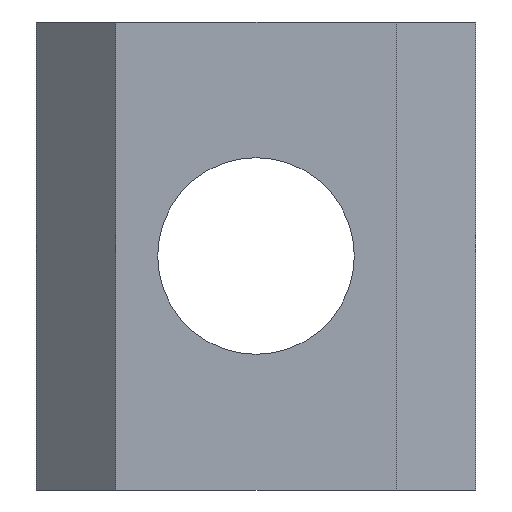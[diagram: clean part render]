
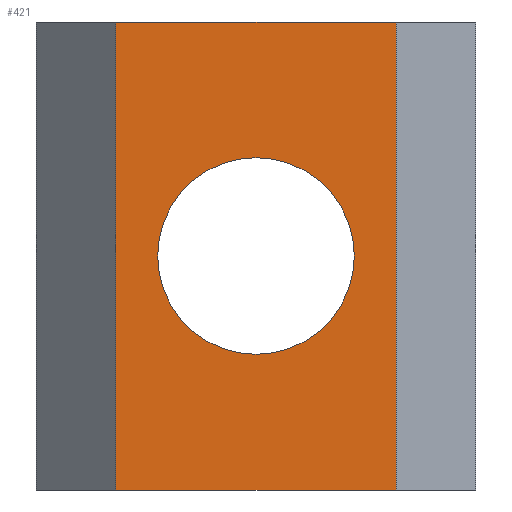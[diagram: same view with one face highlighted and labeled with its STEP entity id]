
A CAD part, front view. The second image highlights one B-rep face of the part: STEP entity #421.
In plain terms, the highlighted planar face has unit normal (0, -1, 0).
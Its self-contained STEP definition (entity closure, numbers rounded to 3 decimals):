
#5 = VERTEX_POINT ( 'NONE', #205 ) ;
#6 = EDGE_LOOP ( 'NONE', ( #247, #292, #280, #259 ) ) ;
#8 = VERTEX_POINT ( 'NONE', #185 ) ;
#10 = VERTEX_POINT ( 'NONE', #199 ) ;
#18 = VERTEX_POINT ( 'NONE', #187 ) ;
#21 = VERTEX_POINT ( 'NONE', #189 ) ;
#23 = EDGE_LOOP ( 'NONE', ( #244, #258 ) ) ;
#36 = VERTEX_POINT ( 'NONE', #201 ) ;
#61 = DIRECTION ( 'NONE',  ( 0., 0., 1. ) ) ;
#62 = DIRECTION ( 'NONE',  ( 0., 1., 0. ) ) ;
#63 = CARTESIAN_POINT ( 'NONE',  ( 0., -2.25, 0. ) ) ;
#64 = DIRECTION ( 'NONE',  ( 1., 0., 0. ) ) ;
#65 = DIRECTION ( 'NONE',  ( 0., 0., -1. ) ) ;
#67 = CARTESIAN_POINT ( 'NONE',  ( 3., -2.25, 5. ) ) ;
#81 = DIRECTION ( 'NONE',  ( 0., 0., -1. ) ) ;
#106 = CARTESIAN_POINT ( 'NONE',  ( 0., -2.25, -5. ) ) ;
#107 = DIRECTION ( 'NONE',  ( 1., 0., 0. ) ) ;
#109 = CARTESIAN_POINT ( 'NONE',  ( 0., -2.25, 5. ) ) ;
#144 = CARTESIAN_POINT ( 'NONE',  ( -3., -2.25, 5. ) ) ;
#156 = DIRECTION ( 'NONE',  ( 0., 0., 1. ) ) ;
#171 = CARTESIAN_POINT ( 'NONE',  ( 0., -2.25, 0. ) ) ;
#174 = DIRECTION ( 'NONE',  ( 0., 1., 0. ) ) ;
#185 = CARTESIAN_POINT ( 'NONE',  ( 0., -2.25, -2.1 ) ) ;
#187 = CARTESIAN_POINT ( 'NONE',  ( 3., -2.25, 5. ) ) ;
#189 = CARTESIAN_POINT ( 'NONE',  ( -3., -2.25, 5. ) ) ;
#199 = CARTESIAN_POINT ( 'NONE',  ( 0., -2.25, 2.1 ) ) ;
#201 = CARTESIAN_POINT ( 'NONE',  ( 3., -2.25, -5. ) ) ;
#205 = CARTESIAN_POINT ( 'NONE',  ( -3., -2.25, -5. ) ) ;
#212 = CARTESIAN_POINT ( 'NONE',  ( 0., -2.25, 5. ) ) ;
#218 = PLANE ( 'NONE',  #472 ) ;
#220 = DIRECTION ( 'NONE',  ( 0., 1., 0. ) ) ;
#221 = DIRECTION ( 'NONE',  ( 0., 0., 1. ) ) ;
#244 = ORIENTED_EDGE ( 'NONE', *, *, #476, .T. ) ;
#247 = ORIENTED_EDGE ( 'NONE', *, *, #471, .T. ) ;
#258 = ORIENTED_EDGE ( 'NONE', *, *, #505, .T. ) ;
#259 = ORIENTED_EDGE ( 'NONE', *, *, #479, .T. ) ;
#280 = ORIENTED_EDGE ( 'NONE', *, *, #490, .F. ) ;
#292 = ORIENTED_EDGE ( 'NONE', *, *, #507, .F. ) ;
#298 = FACE_BOUND ( 'NONE', #23, .T. ) ;
#309 = VECTOR ( 'NONE', #107, 1000. ) ;
#311 = LINE ( 'NONE', #144, #312 ) ;
#312 = VECTOR ( 'NONE', #81, 1000. ) ;
#319 = VECTOR ( 'NONE', #64, 1000. ) ;
#322 = LINE ( 'NONE', #106, #319 ) ;
#327 = CIRCLE ( 'NONE', #460, 2.1 ) ;
#346 = FACE_OUTER_BOUND ( 'NONE', #6, .T. ) ;
#350 = LINE ( 'NONE', #109, #309 ) ;
#378 = VECTOR ( 'NONE', #65, 1000. ) ;
#406 = LINE ( 'NONE', #67, #378 ) ;
#415 = CIRCLE ( 'NONE', #457, 2.1 ) ;
#421 = ADVANCED_FACE ( 'NONE', ( #298, #346 ), #218, .F. ) ;
#457 = AXIS2_PLACEMENT_3D ( 'NONE', #63, #62, #61 ) ;
#460 = AXIS2_PLACEMENT_3D ( 'NONE', #171, #174, #156 ) ;
#471 = EDGE_CURVE ( 'NONE', #5, #36, #322, .T. ) ;
#472 = AXIS2_PLACEMENT_3D ( 'NONE', #212, #220, #221 ) ;
#476 = EDGE_CURVE ( 'NONE', #10, #8, #327, .T. ) ;
#479 = EDGE_CURVE ( 'NONE', #21, #5, #311, .T. ) ;
#490 = EDGE_CURVE ( 'NONE', #21, #18, #350, .T. ) ;
#505 = EDGE_CURVE ( 'NONE', #8, #10, #415, .T. ) ;
#507 = EDGE_CURVE ( 'NONE', #18, #36, #406, .T. ) ;
